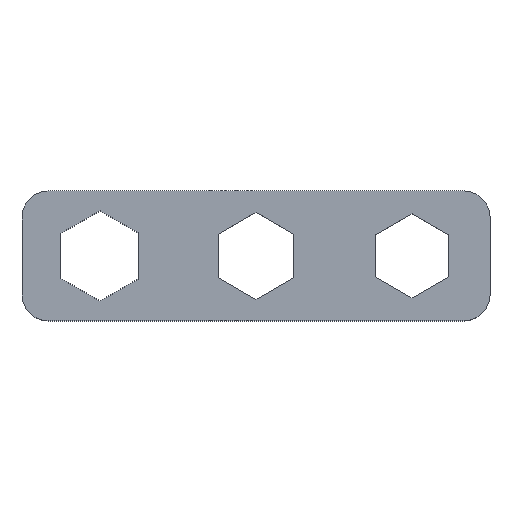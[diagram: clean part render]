
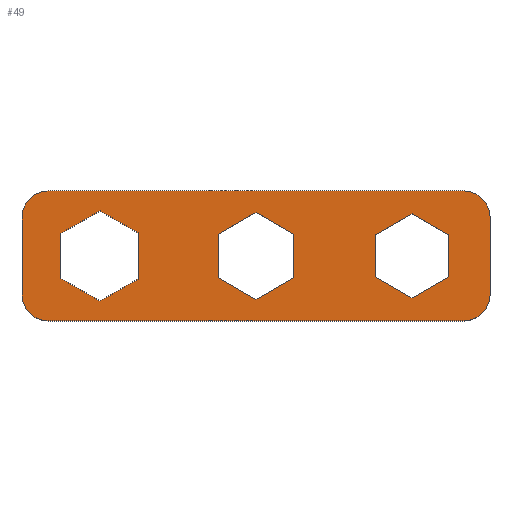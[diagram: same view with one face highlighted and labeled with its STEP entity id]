
A CAD part, top view. The second image highlights one B-rep face of the part: STEP entity #49.
In plain terms, the highlighted planar face has unit normal (0, 0, 1).
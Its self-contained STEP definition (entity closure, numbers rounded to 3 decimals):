
#49=ADVANCED_FACE('',(#89,#91,#93,#95),#97,.T.);
#89=FACE_BOUND('',#90,.T.);
#90=EDGE_LOOP('',(#310,#311,#312,#313,#314,#315,#316,#317));
#91=FACE_BOUND('',#92,.T.);
#92=EDGE_LOOP('',(#318,#319,#320,#321,#322,#323));
#93=FACE_BOUND('',#94,.T.);
#94=EDGE_LOOP('',(#324,#325,#326,#327,#328,#329));
#95=FACE_BOUND('',#96,.T.);
#96=EDGE_LOOP('',(#330,#331,#332,#333,#334,#335));
#97=PLANE('',#98);
#98=AXIS2_PLACEMENT_3D('',#99,#100,#101);
#99=CARTESIAN_POINT('',(0.,0.,3.));
#100=DIRECTION('',(0.,0.,1.));
#101=DIRECTION('',(-1.,0.,0.));
#310=ORIENTED_EDGE('',*,*,#466,.F.);
#311=ORIENTED_EDGE('',*,*,#467,.T.);
#312=ORIENTED_EDGE('',*,*,#468,.F.);
#313=ORIENTED_EDGE('',*,*,#469,.T.);
#314=ORIENTED_EDGE('',*,*,#470,.F.);
#315=ORIENTED_EDGE('',*,*,#471,.T.);
#316=ORIENTED_EDGE('',*,*,#472,.F.);
#317=ORIENTED_EDGE('',*,*,#473,.T.);
#318=ORIENTED_EDGE('',*,*,#474,.T.);
#319=ORIENTED_EDGE('',*,*,#475,.T.);
#320=ORIENTED_EDGE('',*,*,#476,.T.);
#321=ORIENTED_EDGE('',*,*,#477,.T.);
#322=ORIENTED_EDGE('',*,*,#478,.T.);
#323=ORIENTED_EDGE('',*,*,#479,.T.);
#324=ORIENTED_EDGE('',*,*,#480,.T.);
#325=ORIENTED_EDGE('',*,*,#481,.T.);
#326=ORIENTED_EDGE('',*,*,#482,.T.);
#327=ORIENTED_EDGE('',*,*,#483,.T.);
#328=ORIENTED_EDGE('',*,*,#484,.T.);
#329=ORIENTED_EDGE('',*,*,#485,.T.);
#330=ORIENTED_EDGE('',*,*,#486,.T.);
#331=ORIENTED_EDGE('',*,*,#487,.T.);
#332=ORIENTED_EDGE('',*,*,#488,.T.);
#333=ORIENTED_EDGE('',*,*,#489,.T.);
#334=ORIENTED_EDGE('',*,*,#490,.T.);
#335=ORIENTED_EDGE('',*,*,#491,.T.);
#466=EDGE_CURVE('',#570,#571,#572,.F.);
#467=EDGE_CURVE('',#570,#573,#574,.T.);
#468=EDGE_CURVE('',#575,#573,#576,.F.);
#469=EDGE_CURVE('',#575,#577,#578,.T.);
#470=EDGE_CURVE('',#579,#577,#580,.F.);
#471=EDGE_CURVE('',#579,#581,#582,.T.);
#472=EDGE_CURVE('',#583,#581,#584,.F.);
#473=EDGE_CURVE('',#583,#571,#585,.T.);
#474=EDGE_CURVE('',#586,#587,#588,.F.);
#475=EDGE_CURVE('',#587,#589,#590,.F.);
#476=EDGE_CURVE('',#589,#591,#592,.F.);
#477=EDGE_CURVE('',#591,#593,#594,.F.);
#478=EDGE_CURVE('',#593,#595,#596,.F.);
#479=EDGE_CURVE('',#595,#586,#597,.F.);
#480=EDGE_CURVE('',#598,#599,#600,.F.);
#481=EDGE_CURVE('',#599,#601,#602,.F.);
#482=EDGE_CURVE('',#601,#603,#604,.F.);
#483=EDGE_CURVE('',#603,#605,#606,.F.);
#484=EDGE_CURVE('',#605,#607,#608,.F.);
#485=EDGE_CURVE('',#607,#598,#609,.F.);
#486=EDGE_CURVE('',#610,#611,#612,.F.);
#487=EDGE_CURVE('',#611,#613,#614,.F.);
#488=EDGE_CURVE('',#613,#615,#616,.F.);
#489=EDGE_CURVE('',#615,#617,#618,.F.);
#490=EDGE_CURVE('',#617,#619,#620,.F.);
#491=EDGE_CURVE('',#619,#610,#621,.F.);
#570=VERTEX_POINT('',#756);
#571=VERTEX_POINT('',#757);
#572=CIRCLE('',#758,2.);
#573=VERTEX_POINT('',#762);
#574=LINE('',#763,#764);
#575=VERTEX_POINT('',#766);
#576=CIRCLE('',#767,2.);
#577=VERTEX_POINT('',#771);
#578=LINE('',#772,#773);
#579=VERTEX_POINT('',#775);
#580=CIRCLE('',#776,2.);
#581=VERTEX_POINT('',#780);
#582=LINE('',#781,#782);
#583=VERTEX_POINT('',#784);
#584=CIRCLE('',#785,2.);
#585=LINE('',#789,#790);
#586=VERTEX_POINT('',#792);
#587=VERTEX_POINT('',#793);
#588=LINE('',#794,#795);
#589=VERTEX_POINT('',#797);
#590=LINE('',#798,#799);
#591=VERTEX_POINT('',#801);
#592=LINE('',#802,#803);
#593=VERTEX_POINT('',#805);
#594=LINE('',#806,#807);
#595=VERTEX_POINT('',#809);
#596=LINE('',#810,#811);
#597=LINE('',#813,#814);
#598=VERTEX_POINT('',#816);
#599=VERTEX_POINT('',#817);
#600=LINE('',#818,#819);
#601=VERTEX_POINT('',#821);
#602=LINE('',#822,#823);
#603=VERTEX_POINT('',#825);
#604=LINE('',#826,#827);
#605=VERTEX_POINT('',#829);
#606=LINE('',#830,#831);
#607=VERTEX_POINT('',#833);
#608=LINE('',#834,#835);
#609=LINE('',#837,#838);
#610=VERTEX_POINT('',#840);
#611=VERTEX_POINT('',#841);
#612=LINE('',#842,#843);
#613=VERTEX_POINT('',#845);
#614=LINE('',#846,#847);
#615=VERTEX_POINT('',#849);
#616=LINE('',#850,#851);
#617=VERTEX_POINT('',#853);
#618=LINE('',#854,#855);
#619=VERTEX_POINT('',#857);
#620=LINE('',#858,#859);
#621=LINE('',#861,#862);
#756=CARTESIAN_POINT('',(-16.,-5.,3.));
#757=CARTESIAN_POINT('',(-18.,-3.,3.));
#758=AXIS2_PLACEMENT_3D('',#759,#760,#761);
#759=CARTESIAN_POINT('',(-16.,-3.,3.));
#760=DIRECTION('',(0.,0.,1.));
#761=DIRECTION('',(-1.,0.,0.));
#762=CARTESIAN_POINT('',(16.,-5.,3.));
#763=CARTESIAN_POINT('',(-16.,-5.,3.));
#764=VECTOR('',#765,1.);
#765=DIRECTION('',(1.,0.,0.));
#766=CARTESIAN_POINT('',(18.,-3.,3.));
#767=AXIS2_PLACEMENT_3D('',#768,#769,#770);
#768=CARTESIAN_POINT('',(16.,-3.,3.));
#769=DIRECTION('',(0.,0.,1.));
#770=DIRECTION('',(0.,-1.,0.));
#771=CARTESIAN_POINT('',(18.,3.,3.));
#772=CARTESIAN_POINT('',(18.,-3.,3.));
#773=VECTOR('',#774,1.);
#774=DIRECTION('',(0.,1.,0.));
#775=CARTESIAN_POINT('',(16.,5.,3.));
#776=AXIS2_PLACEMENT_3D('',#777,#778,#779);
#777=CARTESIAN_POINT('',(16.,3.,3.));
#778=DIRECTION('',(0.,0.,1.));
#779=DIRECTION('',(1.,0.,0.));
#780=CARTESIAN_POINT('',(-16.,5.,3.));
#781=CARTESIAN_POINT('',(16.,5.,3.));
#782=VECTOR('',#783,1.);
#783=DIRECTION('',(-1.,0.,0.));
#784=CARTESIAN_POINT('',(-18.,3.,3.));
#785=AXIS2_PLACEMENT_3D('',#786,#787,#788);
#786=CARTESIAN_POINT('',(-16.,3.,3.));
#787=DIRECTION('',(0.,0.,1.));
#788=DIRECTION('',(0.,1.,0.));
#789=CARTESIAN_POINT('',(-18.,3.,3.));
#790=VECTOR('',#791,1.);
#791=DIRECTION('',(0.,-1.,0.));
#792=CARTESIAN_POINT('',(-9.,-1.732,3.));
#793=CARTESIAN_POINT('',(-12.,-3.464,3.));
#794=CARTESIAN_POINT('',(-12.,-3.464,3.));
#795=VECTOR('',#796,1.);
#796=DIRECTION('',(0.866,0.5,0.));
#797=CARTESIAN_POINT('',(-15.,-1.732,3.));
#798=CARTESIAN_POINT('',(-15.,-1.732,3.));
#799=VECTOR('',#800,1.);
#800=DIRECTION('',(0.866,-0.5,0.));
#801=CARTESIAN_POINT('',(-15.,1.732,3.));
#802=CARTESIAN_POINT('',(-15.,1.732,3.));
#803=VECTOR('',#804,1.);
#804=DIRECTION('',(0.,-1.,0.));
#805=CARTESIAN_POINT('',(-12.,3.464,3.));
#806=CARTESIAN_POINT('',(-12.,3.464,3.));
#807=VECTOR('',#808,1.);
#808=DIRECTION('',(-0.866,-0.5,0.));
#809=CARTESIAN_POINT('',(-9.,1.732,3.));
#810=CARTESIAN_POINT('',(-9.,1.732,3.));
#811=VECTOR('',#812,1.);
#812=DIRECTION('',(-0.866,0.5,0.));
#813=CARTESIAN_POINT('',(-9.,-1.732,3.));
#814=VECTOR('',#815,1.);
#815=DIRECTION('',(0.,1.,0.));
#816=CARTESIAN_POINT('',(2.9,-1.674,3.));
#817=CARTESIAN_POINT('',(0.,-3.349,3.));
#818=CARTESIAN_POINT('',(0.,-3.349,3.));
#819=VECTOR('',#820,1.);
#820=DIRECTION('',(0.866,0.5,0.));
#821=CARTESIAN_POINT('',(-2.9,-1.674,3.));
#822=CARTESIAN_POINT('',(-2.9,-1.674,3.));
#823=VECTOR('',#824,1.);
#824=DIRECTION('',(0.866,-0.5,0.));
#825=CARTESIAN_POINT('',(-2.9,1.674,3.));
#826=CARTESIAN_POINT('',(-2.9,1.674,3.));
#827=VECTOR('',#828,1.);
#828=DIRECTION('',(0.,-1.,0.));
#829=CARTESIAN_POINT('',(0.,3.349,3.));
#830=CARTESIAN_POINT('',(0.,3.349,3.));
#831=VECTOR('',#832,1.);
#832=DIRECTION('',(-0.866,-0.5,0.));
#833=CARTESIAN_POINT('',(2.9,1.674,3.));
#834=CARTESIAN_POINT('',(2.9,1.674,3.));
#835=VECTOR('',#836,1.);
#836=DIRECTION('',(-0.866,0.5,0.));
#837=CARTESIAN_POINT('',(2.9,-1.674,3.));
#838=VECTOR('',#839,1.);
#839=DIRECTION('',(0.,1.,0.));
#840=CARTESIAN_POINT('',(14.8,-1.617,3.));
#841=CARTESIAN_POINT('',(12.,-3.233,3.));
#842=CARTESIAN_POINT('',(12.,-3.233,3.));
#843=VECTOR('',#844,1.);
#844=DIRECTION('',(0.866,0.5,0.));
#845=CARTESIAN_POINT('',(9.2,-1.617,3.));
#846=CARTESIAN_POINT('',(9.2,-1.617,3.));
#847=VECTOR('',#848,1.);
#848=DIRECTION('',(0.866,-0.5,0.));
#849=CARTESIAN_POINT('',(9.2,1.617,3.));
#850=CARTESIAN_POINT('',(9.2,1.617,3.));
#851=VECTOR('',#852,1.);
#852=DIRECTION('',(0.,-1.,0.));
#853=CARTESIAN_POINT('',(12.,3.233,3.));
#854=CARTESIAN_POINT('',(12.,3.233,3.));
#855=VECTOR('',#856,1.);
#856=DIRECTION('',(-0.866,-0.5,0.));
#857=CARTESIAN_POINT('',(14.8,1.617,3.));
#858=CARTESIAN_POINT('',(14.8,1.617,3.));
#859=VECTOR('',#860,1.);
#860=DIRECTION('',(-0.866,0.5,0.));
#861=CARTESIAN_POINT('',(14.8,-1.617,3.));
#862=VECTOR('',#863,1.);
#863=DIRECTION('',(0.,1.,0.));
